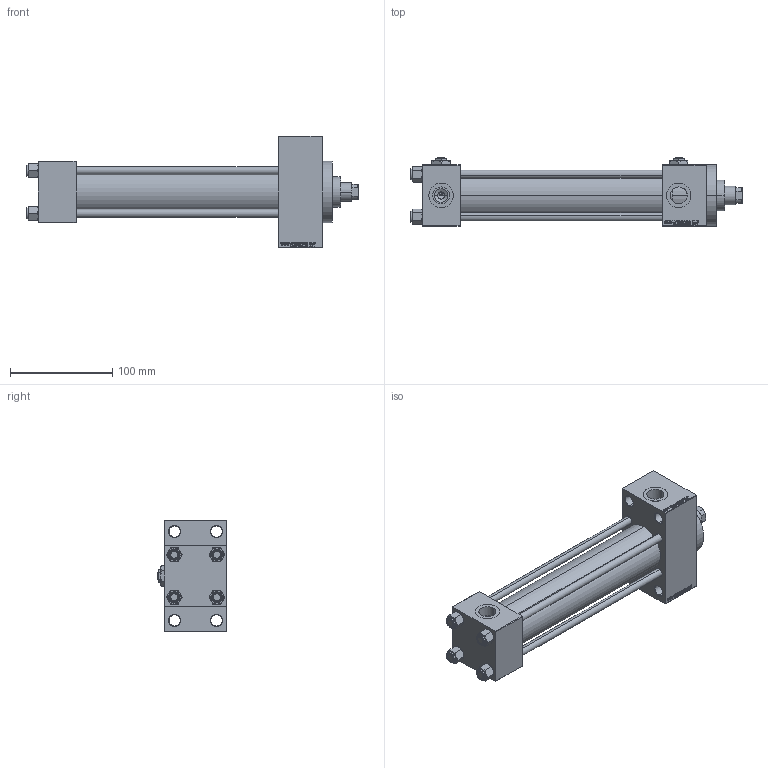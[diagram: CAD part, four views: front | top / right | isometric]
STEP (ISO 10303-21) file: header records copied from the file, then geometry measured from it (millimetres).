
FILE_DESCRIPTION (( 'STEP AP203' ), '1' );
FILE_NAME ('14c3.STEP', '2022-04-16T05:33:48', ( '' ), ( '' ), 'SwSTEP 2.0', 'SolidWorks 2019', '' );
FILE_SCHEMA (( 'CONFIG_CONTROL_DESIGN' ));
Length unit declared in the file: millimetre
Products named in the file (7): V215CR_VCP_D 7e9e4d1e129fd227b073a166eeca851a; V215CR_D_TYCINKA 7e9e4d1e129fd227b073a166eeca851a; 14c3; V215_VC_A 7e9e4d1e129fd227b073a166eeca851a; Zatka_pro_OIL_PORT 7e9e4d1e129fd227b073a166eeca851a; NUT_M5_D 7e9e4d1e129fd227b073a166eeca851a; V215CR_D_Body 7e9e4d1e129fd227b073a166eeca851a
Assembly tree (13 placements, depth 2):
  14c3
    V215CR_D_Body 7e9e4d1e129fd227b073a166eeca851a
    V215CR_VCP_D 7e9e4d1e129fd227b073a166eeca851a
    NUT_M5_D 7e9e4d1e129fd227b073a166eeca851a  x4
    V215CR_D_TYCINKA 7e9e4d1e129fd227b073a166eeca851a  x4
    V215_VC_A 7e9e4d1e129fd227b073a166eeca851a
    Zatka_pro_OIL_PORT 7e9e4d1e129fd227b073a166eeca851a  x2
Bounding box: 325 x 67 x 109 mm (x, y, z)
Volume: 630636.8 mm3; surface area: 184965 mm2
Topology: 13 solids, 13 shells, 1213 faces, 3006 edges, 1936 vertices
Faces by surface type: plane 548, bspline 368, cone 186, cylinder 103, torus 8
Entity records: 49520 total; most frequent: CARTESIAN_POINT 25741, ORIENTED_EDGE 5312, DIRECTION 3496, EDGE_CURVE 2656, VERTEX_POINT 1734, VECTOR 1560, LINE 1560, EDGE_LOOP 1190
